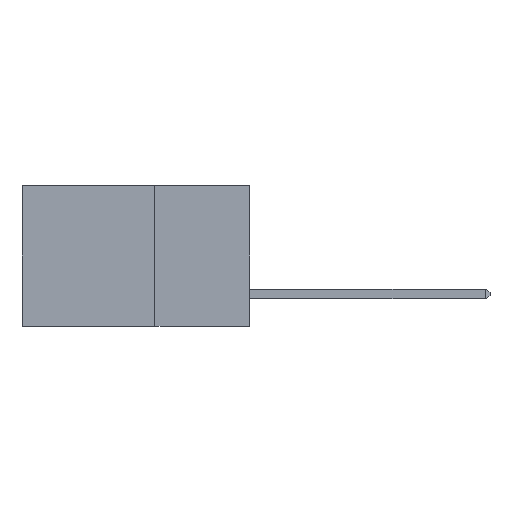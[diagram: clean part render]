
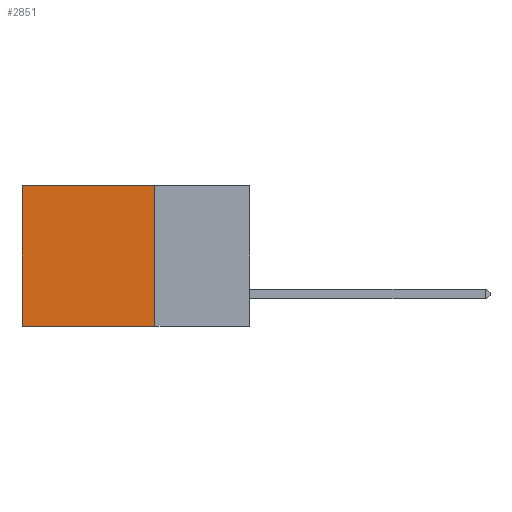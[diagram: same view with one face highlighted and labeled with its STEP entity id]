
A CAD part, left-side view. The second image highlights one B-rep face of the part: STEP entity #2851.
In plain terms, the highlighted planar face has unit normal (-1, 0, 0).
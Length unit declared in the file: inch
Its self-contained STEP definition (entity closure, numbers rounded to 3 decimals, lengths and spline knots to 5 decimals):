
#389 = ORIENTED_EDGE ( 'NONE', *, *, #3300, .F. ) ;
#533 = LINE ( 'NONE', #5938, #9339 ) ;
#667 = CARTESIAN_POINT ( 'NONE',  ( 0.2875, 0.25, 0. ) ) ;
#727 = CARTESIAN_POINT ( 'NONE',  ( 0.2875, 0.25, -0.37 ) ) ;
#821 = VERTEX_POINT ( 'NONE', #12282 ) ;
#1100 = DIRECTION ( 'NONE',  ( 0., 0., -1. ) ) ;
#1379 = EDGE_CURVE ( 'NONE', #11855, #10576, #533, .T. ) ;
#1878 = DIRECTION ( 'NONE',  ( 1., 0., 0. ) ) ;
#2124 = EDGE_LOOP ( 'NONE', ( #5182, #3595, #389, #11808 ) ) ;
#2503 = AXIS2_PLACEMENT_3D ( 'NONE', #6210, #1878, #9260 ) ;
#2550 = LINE ( 'NONE', #2579, #7914 ) ;
#2579 = CARTESIAN_POINT ( 'NONE',  ( 0.2875, 0.25, 0. ) ) ;
#2851 = ADVANCED_FACE ( 'NONE', ( #12516 ), #8290, .F. ) ;
#3300 = EDGE_CURVE ( 'NONE', #11855, #4251, #2550, .T. ) ;
#3595 = ORIENTED_EDGE ( 'NONE', *, *, #9179, .F. ) ;
#4251 = VERTEX_POINT ( 'NONE', #727 ) ;
#4452 = EDGE_CURVE ( 'NONE', #10576, #821, #6925, .T. ) ;
#4743 = LINE ( 'NONE', #12415, #10137 ) ;
#4815 = DIRECTION ( 'NONE',  ( 0., 0., -1. ) ) ;
#5182 = ORIENTED_EDGE ( 'NONE', *, *, #4452, .T. ) ;
#5938 = CARTESIAN_POINT ( 'NONE',  ( 0.2875, 0.25, 0. ) ) ;
#5980 = DIRECTION ( 'NONE',  ( 0., 1., 0. ) ) ;
#6210 = CARTESIAN_POINT ( 'NONE',  ( 0.2875, 0.25, 0. ) ) ;
#6511 = DIRECTION ( 'NONE',  ( 0., 1., 0. ) ) ;
#6925 = LINE ( 'NONE', #7593, #9853 ) ;
#7593 = CARTESIAN_POINT ( 'NONE',  ( 0.2875, 0.6, 0. ) ) ;
#7914 = VECTOR ( 'NONE', #4815, 39.37008 ) ;
#8290 = PLANE ( 'NONE',  #2503 ) ;
#9179 = EDGE_CURVE ( 'NONE', #4251, #821, #4743, .T. ) ;
#9260 = DIRECTION ( 'NONE',  ( 0., 0., -1. ) ) ;
#9339 = VECTOR ( 'NONE', #5980, 39.37008 ) ;
#9853 = VECTOR ( 'NONE', #1100, 39.37008 ) ;
#10137 = VECTOR ( 'NONE', #6511, 39.37008 ) ;
#10576 = VERTEX_POINT ( 'NONE', #11694 ) ;
#11694 = CARTESIAN_POINT ( 'NONE',  ( 0.2875, 0.6, 0. ) ) ;
#11808 = ORIENTED_EDGE ( 'NONE', *, *, #1379, .T. ) ;
#11855 = VERTEX_POINT ( 'NONE', #667 ) ;
#12282 = CARTESIAN_POINT ( 'NONE',  ( 0.2875, 0.6, -0.37 ) ) ;
#12415 = CARTESIAN_POINT ( 'NONE',  ( 0.2875, 0.25, -0.37 ) ) ;
#12516 = FACE_OUTER_BOUND ( 'NONE', #2124, .T. ) ;
